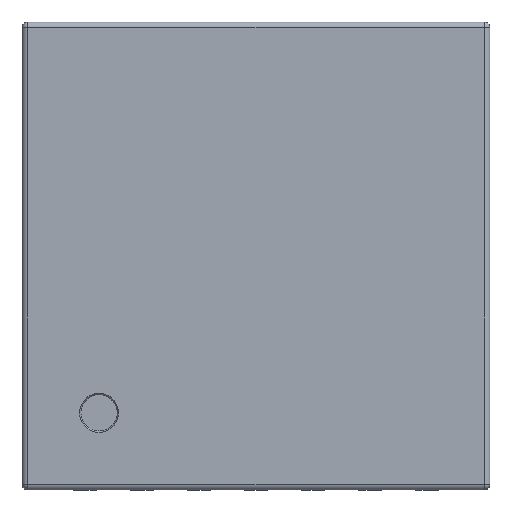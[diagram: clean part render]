
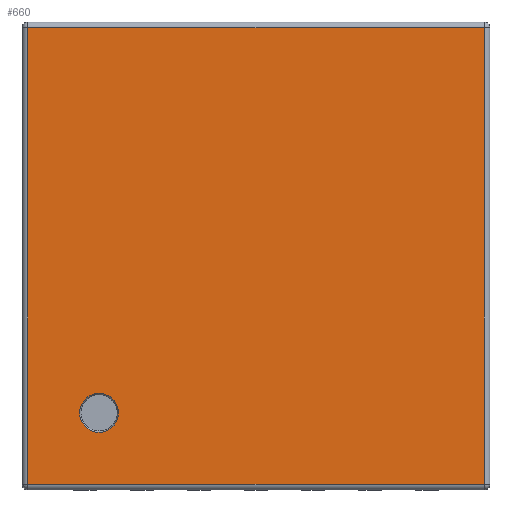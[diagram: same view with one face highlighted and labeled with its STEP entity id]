
A CAD part, top view. The second image highlights one B-rep face of the part: STEP entity #660.
In plain terms, the highlighted planar face has unit normal (0, 0, 1).
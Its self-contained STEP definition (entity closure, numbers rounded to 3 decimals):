
#660=ADVANCED_FACE('',(#4266,#4268),#4270,.T.);
#4266=FACE_BOUND('',#4267,.T.);
#4267=EDGE_LOOP('',(#7064,#7065,#7066,#7067));
#4268=FACE_BOUND('',#4269,.T.);
#4269=EDGE_LOOP('',(#7068));
#4270=PLANE('',#4271);
#4271=AXIS2_PLACEMENT_3D('',#4272,#4273,#4274);
#4272=CARTESIAN_POINT('',(0.,0.,0.6));
#4273=DIRECTION('',(0.,0.,1.));
#4274=DIRECTION('',(1.,0.,0.));
#7064=ORIENTED_EDGE('',*,*,#9176,.T.);
#7065=ORIENTED_EDGE('',*,*,#9177,.T.);
#7066=ORIENTED_EDGE('',*,*,#9178,.T.);
#7067=ORIENTED_EDGE('',*,*,#9179,.T.);
#7068=ORIENTED_EDGE('',*,*,#9180,.T.);
#9176=EDGE_CURVE('',#10292,#10293,#10294,.T.);
#9177=EDGE_CURVE('',#10293,#10295,#10296,.T.);
#9178=EDGE_CURVE('',#10295,#10297,#10298,.T.);
#9179=EDGE_CURVE('',#10297,#10292,#10299,.T.);
#9180=EDGE_CURVE('',#10300,#10300,#10301,.F.);
#10292=VERTEX_POINT('',#12286);
#10293=VERTEX_POINT('',#12287);
#10294=LINE('',#12288,#12289);
#10295=VERTEX_POINT('',#12291);
#10296=LINE('',#12292,#12293);
#10297=VERTEX_POINT('',#12295);
#10298=LINE('',#12296,#12297);
#10299=LINE('',#12299,#12300);
#10300=VERTEX_POINT('',#12302);
#10301=CIRCLE('',#12303,0.171);
#12286=CARTESIAN_POINT('',(2.,2.,0.6));
#12287=CARTESIAN_POINT('',(-2.,2.,0.6));
#12288=CARTESIAN_POINT('',(2.,2.,0.6));
#12289=VECTOR('',#12290,1.);
#12290=DIRECTION('',(-1.,0.,0.));
#12291=CARTESIAN_POINT('',(-2.,-2.,0.6));
#12292=CARTESIAN_POINT('',(-2.,2.,0.6));
#12293=VECTOR('',#12294,1.);
#12294=DIRECTION('',(0.,-1.,0.));
#12295=CARTESIAN_POINT('',(2.,-2.,0.6));
#12296=CARTESIAN_POINT('',(-2.,-2.,0.6));
#12297=VECTOR('',#12298,1.);
#12298=DIRECTION('',(1.,0.,0.));
#12299=CARTESIAN_POINT('',(2.,-2.,0.6));
#12300=VECTOR('',#12301,1.);
#12301=DIRECTION('',(0.,1.,0.));
#12302=CARTESIAN_POINT('',(-1.204,-1.375,0.6));
#12303=AXIS2_PLACEMENT_3D('',#12304,#12305,#12306);
#12304=CARTESIAN_POINT('',(-1.375,-1.375,0.6));
#12305=DIRECTION('',(0.,0.,1.));
#12306=DIRECTION('',(1.,0.,0.));
